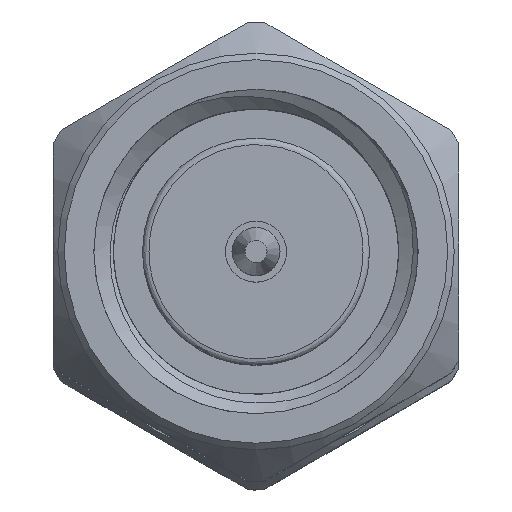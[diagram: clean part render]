
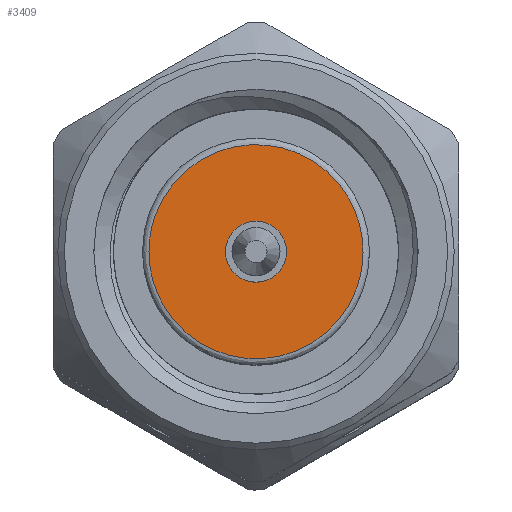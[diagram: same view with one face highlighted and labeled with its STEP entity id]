
A CAD part, top view. The second image highlights one B-rep face of the part: STEP entity #3409.
In plain terms, the highlighted face is planar.
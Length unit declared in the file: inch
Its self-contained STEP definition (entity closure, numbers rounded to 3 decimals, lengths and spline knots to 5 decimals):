
#39 =( BOUNDED_CURVE ( )  B_SPLINE_CURVE ( 3, ( #3349, #242, #1366, #1390 ),
 .UNSPECIFIED., .F., .T. ) 
 B_SPLINE_CURVE_WITH_KNOTS ( ( 4, 4 ),
 ( 0., 1. ),
 .UNSPECIFIED. ) 
 CURVE ( )  GEOMETRIC_REPRESENTATION_ITEM ( )  RATIONAL_B_SPLINE_CURVE ( ( 1., 0.333, 0.333, 1. ) ) 
 REPRESENTATION_ITEM ( '' )  );
#67 = EDGE_LOOP ( 'NONE', ( #2994, #2487 ) ) ;
#97 = CARTESIAN_POINT ( 'NONE',  ( 0.1, 0., 0.0825 ) ) ;
#242 = CARTESIAN_POINT ( 'NONE',  ( 0.1, 0.165, -0.0825 ) ) ;
#534 = CARTESIAN_POINT ( 'NONE',  ( 0.1, 0., 0. ) ) ;
#624 = CARTESIAN_POINT ( 'NONE',  ( 0.1, -0.165, -0.0825 ) ) ;
#678 = CARTESIAN_POINT ( 'NONE',  ( 0.1, -0.165, 0.0825 ) ) ;
#709 = ORIENTED_EDGE ( 'NONE', *, *, #3577, .F. ) ;
#776 = DIRECTION ( 'NONE',  ( 1., 0., 0. ) ) ;
#864 = CARTESIAN_POINT ( 'NONE',  ( 0.1, 0., 0. ) ) ;
#921 = EDGE_LOOP ( 'NONE', ( #709 ) ) ;
#922 = EDGE_CURVE ( 'NONE', #2425, #1314, #39, .T. ) ;
#1314 = VERTEX_POINT ( 'NONE', #2875 ) ;
#1323 = CIRCLE ( 'NONE', #2755, 0.0235 ) ;
#1366 = CARTESIAN_POINT ( 'NONE',  ( 0.1, 0.165, 0.0825 ) ) ;
#1370 = FACE_BOUND ( 'NONE', #921, .T. ) ;
#1390 = CARTESIAN_POINT ( 'NONE',  ( 0.1, 0., 0.0825 ) ) ;
#1465 = DIRECTION ( 'NONE',  ( -1., 0., 0. ) ) ;
#1569 = CARTESIAN_POINT ( 'NONE',  ( 0.1, 0., -0.0235 ) ) ;
#2262 = DIRECTION ( 'NONE',  ( 0., 0., -1. ) ) ;
#2425 = VERTEX_POINT ( 'NONE', #3170 ) ;
#2470 = PLANE ( 'NONE',  #3237 ) ;
#2487 = ORIENTED_EDGE ( 'NONE', *, *, #3026, .F. ) ;
#2648 = VERTEX_POINT ( 'NONE', #1569 ) ;
#2755 = AXIS2_PLACEMENT_3D ( 'NONE', #864, #1465, #2262 ) ;
#2875 = CARTESIAN_POINT ( 'NONE',  ( 0.1, 0., 0.0825 ) ) ;
#2994 = ORIENTED_EDGE ( 'NONE', *, *, #922, .F. ) ;
#3026 = EDGE_CURVE ( 'NONE', #1314, #2425, #3476, .T. ) ;
#3078 = DIRECTION ( 'NONE',  ( 0., 0., -1. ) ) ;
#3093 = FACE_OUTER_BOUND ( 'NONE', #67, .T. ) ;
#3170 = CARTESIAN_POINT ( 'NONE',  ( 0.1, 0., -0.0825 ) ) ;
#3237 = AXIS2_PLACEMENT_3D ( 'NONE', #534, #776, #3078 ) ;
#3349 = CARTESIAN_POINT ( 'NONE',  ( 0.1, 0., -0.0825 ) ) ;
#3409 = ADVANCED_FACE ( 'NONE', ( #1370, #3093 ), #2470, .F. ) ;
#3476 =( BOUNDED_CURVE ( )  B_SPLINE_CURVE ( 3, ( #97, #678, #624, #3498 ),
 .UNSPECIFIED., .F., .T. ) 
 B_SPLINE_CURVE_WITH_KNOTS ( ( 4, 4 ),
 ( 0., 1. ),
 .UNSPECIFIED. ) 
 CURVE ( )  GEOMETRIC_REPRESENTATION_ITEM ( )  RATIONAL_B_SPLINE_CURVE ( ( 1., 0.333, 0.333, 1. ) ) 
 REPRESENTATION_ITEM ( '' )  );
#3498 = CARTESIAN_POINT ( 'NONE',  ( 0.1, 0., -0.0825 ) ) ;
#3577 = EDGE_CURVE ( 'NONE', #2648, #2648, #1323, .T. ) ;
